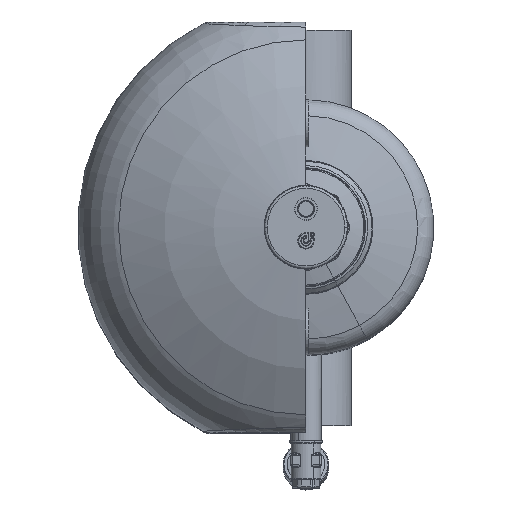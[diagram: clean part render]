
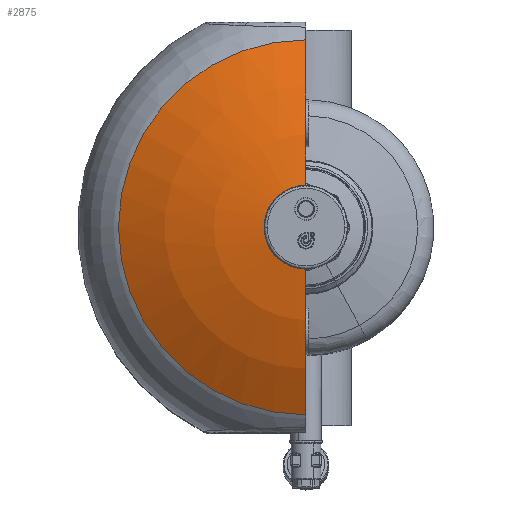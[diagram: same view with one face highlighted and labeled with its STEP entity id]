
A CAD part, top view. The second image highlights one B-rep face of the part: STEP entity #2875.
In plain terms, the highlighted spherical face has radius 240 mm.
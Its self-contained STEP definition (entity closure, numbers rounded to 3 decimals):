
#1448=CARTESIAN_POINT('Vertex',(0.,123.243,433.74)) ;
#1451=CARTESIAN_POINT('Axis2P3D Location',(0.,0.,227.8)) ;
#1455=CARTESIAN_POINT('Vertex',(0.,27.5,466.219)) ;
#1798=CARTESIAN_POINT('Vertex',(0.,-27.5,466.219)) ;
#1801=CARTESIAN_POINT('Axis2P3D Location',(0.,0.,227.8)) ;
#1805=CARTESIAN_POINT('Vertex',(0.,-123.243,433.74)) ;
#2702=CARTESIAN_POINT('Axis2P3D Location',(0.,0.,433.74)) ;
#2859=CARTESIAN_POINT('Axis2P3D Location',(0.,0.,227.8)) ;
#2864=CARTESIAN_POINT('Axis2P3D Location',(0.,0.,466.219)) ;
#1452=DIRECTION('Axis2P3D Direction',(1.,0.,0.)) ;
#1802=DIRECTION('Axis2P3D Direction',(1.,0.,0.)) ;
#2703=DIRECTION('Axis2P3D Direction',(-0.,0.,1.)) ;
#2860=DIRECTION('Axis2P3D Direction',(0.,0.,-1.)) ;
#2861=DIRECTION('Axis2P3D XDirection',(0.,-1.,0.)) ;
#2865=DIRECTION('Axis2P3D Direction',(0.,0.,-1.)) ;
#1453=AXIS2_PLACEMENT_3D('Circle Axis2P3D',#1451,#1452,$) ;
#1803=AXIS2_PLACEMENT_3D('Circle Axis2P3D',#1801,#1802,$) ;
#2704=AXIS2_PLACEMENT_3D('Circle Axis2P3D',#2702,#2703,$) ;
#2862=AXIS2_PLACEMENT_3D('Sphere Axis2P3D',#2859,#2860,#2861) ;
#2866=AXIS2_PLACEMENT_3D('Circle Axis2P3D',#2864,#2865,$) ;
#2870=ORIENTED_EDGE('',*,*,#2868,.T.) ;
#2871=ORIENTED_EDGE('',*,*,#1457,.F.) ;
#2872=ORIENTED_EDGE('',*,*,#2706,.T.) ;
#2873=ORIENTED_EDGE('',*,*,#1807,.T.) ;
#2875=ADVANCED_FACE('PartBody',(#2874),#2863,.T.) ;
#1454=CIRCLE('generated circle',#1453,240.) ;
#1804=CIRCLE('generated circle',#1803,240.) ;
#2705=CIRCLE('generated circle',#2704,123.243) ;
#2867=CIRCLE('generated circle',#2866,27.5) ;
#1457=EDGE_CURVE('',#1449,#1456,#1454,.T.) ;
#1807=EDGE_CURVE('',#1806,#1799,#1804,.F.) ;
#2706=EDGE_CURVE('',#1449,#1806,#2705,.T.) ;
#2868=EDGE_CURVE('',#1799,#1456,#2867,.T.) ;
#2869=EDGE_LOOP('',(#2870,#2871,#2872,#2873)) ;
#2874=FACE_OUTER_BOUND('',#2869,.T.) ;
#2863=SPHERICAL_SURFACE('',#2862,240.) ;
#1449=VERTEX_POINT('',#1448) ;
#1456=VERTEX_POINT('',#1455) ;
#1799=VERTEX_POINT('',#1798) ;
#1806=VERTEX_POINT('',#1805) ;
